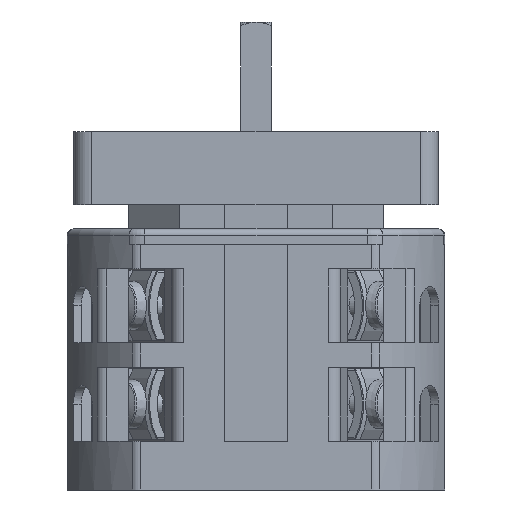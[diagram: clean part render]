
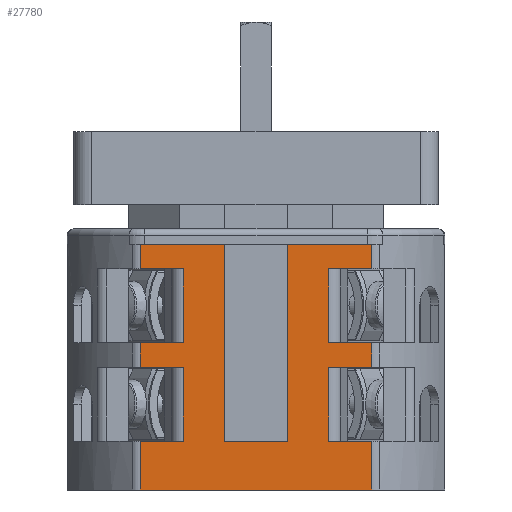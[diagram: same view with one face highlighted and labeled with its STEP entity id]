
A CAD part, left-side view. The second image highlights one B-rep face of the part: STEP entity #27780.
In plain terms, the highlighted planar face has unit normal (-1, 0, 0).
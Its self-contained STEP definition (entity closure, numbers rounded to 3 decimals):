
#2303=DIRECTION('',(0.,-1.,0.));
#2304=VECTOR('',#2303,7.005);
#2305=CARTESIAN_POINT('',(-26.497,18.997,-34.4));
#2306=LINE('',#2305,#2304);
#2570=DIRECTION('',(0.,-1.,0.));
#2571=VECTOR('',#2570,7.005);
#2572=CARTESIAN_POINT('',(-26.497,18.997,-22.25));
#2573=LINE('',#2572,#2571);
#2594=DIRECTION('',(0.,1.,0.));
#2595=VECTOR('',#2594,7.005);
#2596=CARTESIAN_POINT('',(-26.497,11.992,-18.2));
#2597=LINE('',#2596,#2595);
#2869=DIRECTION('',(0.,-1.,0.));
#2870=VECTOR('',#2869,7.005);
#2871=CARTESIAN_POINT('',(-26.497,18.997,-6.05));
#2872=LINE('',#2871,#2870);
#2893=DIRECTION('',(0.,1.,0.));
#2894=VECTOR('',#2893,0.546);
#2895=CARTESIAN_POINT('',(-26.497,18.451,-2.));
#2896=LINE('',#2895,#2894);
#2949=DIRECTION('',(0.,1.,0.));
#2950=VECTOR('',#2949,0.546);
#2951=CARTESIAN_POINT('',(-26.497,-18.997,-2.));
#2952=LINE('',#2951,#2950);
#3147=DIRECTION('',(0.,-1.,0.));
#3148=VECTOR('',#3147,37.995);
#3149=CARTESIAN_POINT('',(-26.497,18.997,-42.4));
#3150=LINE('',#3149,#3148);
#3316=DIRECTION('',(0.,0.,1.));
#3317=VECTOR('',#3316,12.15);
#3318=CARTESIAN_POINT('',(-26.497,-11.992,-34.4));
#3319=LINE('',#3318,#3317);
#3320=DIRECTION('',(0.,0.,-1.));
#3321=VECTOR('',#3320,8.);
#3322=CARTESIAN_POINT('',(-26.497,-18.997,-34.4));
#3323=LINE('',#3322,#3321);
#3324=DIRECTION('',(0.,0.,-1.));
#3325=VECTOR('',#3324,8.);
#3326=CARTESIAN_POINT('',(-26.497,18.997,-34.4));
#3327=LINE('',#3326,#3325);
#3328=DIRECTION('',(0.,0.,-1.));
#3329=VECTOR('',#3328,12.15);
#3330=CARTESIAN_POINT('',(-26.497,11.992,-22.25));
#3331=LINE('',#3330,#3329);
#3332=DIRECTION('',(0.,0.,1.));
#3333=VECTOR('',#3332,4.05);
#3334=CARTESIAN_POINT('',(-26.497,18.997,-22.25));
#3335=LINE('',#3334,#3333);
#3336=DIRECTION('',(0.,0.,-1.));
#3337=VECTOR('',#3336,12.15);
#3338=CARTESIAN_POINT('',(-26.497,11.992,-6.05));
#3339=LINE('',#3338,#3337);
#3340=DIRECTION('',(0.,0.,1.));
#3341=VECTOR('',#3340,4.05);
#3342=CARTESIAN_POINT('',(-26.497,18.997,-6.05));
#3343=LINE('',#3342,#3341);
#3344=DIRECTION('',(0.,0.,1.));
#3345=VECTOR('',#3344,4.05);
#3346=CARTESIAN_POINT('',(-26.497,-18.997,-6.05));
#3347=LINE('',#3346,#3345);
#3348=DIRECTION('',(0.,0.,1.));
#3349=VECTOR('',#3348,12.15);
#3350=CARTESIAN_POINT('',(-26.497,-11.992,-18.2));
#3351=LINE('',#3350,#3349);
#3352=DIRECTION('',(0.,0.,1.));
#3353=VECTOR('',#3352,4.05);
#3354=CARTESIAN_POINT('',(-26.497,-18.997,-22.25));
#3355=LINE('',#3354,#3353);
#3381=DIRECTION('',(0.,-1.,0.));
#3382=VECTOR('',#3381,7.005);
#3383=CARTESIAN_POINT('',(-26.497,-11.992,-34.4));
#3384=LINE('',#3383,#3382);
#3511=DIRECTION('',(0.,-1.,0.));
#3512=VECTOR('',#3511,7.005);
#3513=CARTESIAN_POINT('',(-26.497,-11.992,-22.25));
#3514=LINE('',#3513,#3512);
#3762=DIRECTION('',(0.,1.,0.));
#3763=VECTOR('',#3762,7.005);
#3764=CARTESIAN_POINT('',(-26.497,-18.997,-18.2));
#3765=LINE('',#3764,#3763);
#3902=DIRECTION('',(0.,-1.,0.));
#3903=VECTOR('',#3902,7.005);
#3904=CARTESIAN_POINT('',(-26.497,-11.992,-6.05));
#3905=LINE('',#3904,#3903);
#8440=DIRECTION('',(0.,1.,0.));
#8441=VECTOR('',#8440,13.201);
#8442=CARTESIAN_POINT('',(-26.497,-18.451,-2.));
#8443=LINE('',#8442,#8441);
#8456=DIRECTION('',(0.,1.,0.));
#8457=VECTOR('',#8456,13.201);
#8458=CARTESIAN_POINT('',(-26.497,5.25,-2.));
#8459=LINE('',#8458,#8457);
#8482=DIRECTION('',(0.,0.,-1.));
#8483=VECTOR('',#8482,32.4);
#8484=CARTESIAN_POINT('',(-26.497,-5.25,-2.));
#8485=LINE('',#8484,#8483);
#8486=DIRECTION('',(0.,-1.,0.));
#8487=VECTOR('',#8486,10.5);
#8488=CARTESIAN_POINT('',(-26.497,5.25,-34.4));
#8489=LINE('',#8488,#8487);
#8498=DIRECTION('',(0.,0.,1.));
#8499=VECTOR('',#8498,32.4);
#8500=CARTESIAN_POINT('',(-26.497,5.25,-34.4));
#8501=LINE('',#8500,#8499);
#21886=CARTESIAN_POINT('',(-26.497,-18.997,-2.));
#21888=VERTEX_POINT('',#21886);
#21892=CARTESIAN_POINT('',(-26.497,-18.997,-6.05));
#21893=VERTEX_POINT('',#21892);
#21895=CARTESIAN_POINT('',(-26.497,18.997,-2.));
#21897=VERTEX_POINT('',#21895);
#21898=CARTESIAN_POINT('',(-26.497,18.997,-6.05));
#21899=VERTEX_POINT('',#21898);
#21930=CARTESIAN_POINT('',(-26.497,-11.992,-6.05));
#21931=VERTEX_POINT('',#21930);
#21932=CARTESIAN_POINT('',(-26.497,11.992,-6.05));
#21933=VERTEX_POINT('',#21932);
#22030=CARTESIAN_POINT('',(-26.497,-18.451,-2.));
#22031=CARTESIAN_POINT('',(-26.497,-5.25,-2.));
#22032=VERTEX_POINT('',#22030);
#22033=VERTEX_POINT('',#22031);
#22034=CARTESIAN_POINT('',(-26.497,5.25,-2.));
#22035=CARTESIAN_POINT('',(-26.497,18.451,-2.));
#22036=VERTEX_POINT('',#22034);
#22037=VERTEX_POINT('',#22035);
#22818=CARTESIAN_POINT('',(-26.497,-18.997,-18.2));
#22820=VERTEX_POINT('',#22818);
#22824=CARTESIAN_POINT('',(-26.497,-18.997,-22.25));
#22825=VERTEX_POINT('',#22824);
#22827=CARTESIAN_POINT('',(-26.497,18.997,-18.2));
#22829=VERTEX_POINT('',#22827);
#22830=CARTESIAN_POINT('',(-26.497,18.997,-22.25));
#22831=VERTEX_POINT('',#22830);
#22862=CARTESIAN_POINT('',(-26.497,-11.992,-22.25));
#22863=VERTEX_POINT('',#22862);
#22864=CARTESIAN_POINT('',(-26.497,11.992,-22.25));
#22865=VERTEX_POINT('',#22864);
#23082=CARTESIAN_POINT('',(-26.497,-11.992,-18.2));
#23083=VERTEX_POINT('',#23082);
#23084=CARTESIAN_POINT('',(-26.497,11.992,-18.2));
#23085=VERTEX_POINT('',#23084);
#24014=CARTESIAN_POINT('',(-26.497,18.997,-42.4));
#24016=VERTEX_POINT('',#24014);
#24020=CARTESIAN_POINT('',(-26.497,18.997,-34.4));
#24021=VERTEX_POINT('',#24020);
#24023=CARTESIAN_POINT('',(-26.497,-18.997,-42.4));
#24025=VERTEX_POINT('',#24023);
#24026=CARTESIAN_POINT('',(-26.497,-18.997,-34.4));
#24027=VERTEX_POINT('',#24026);
#24230=CARTESIAN_POINT('',(-26.497,-5.25,-34.4));
#24231=VERTEX_POINT('',#24230);
#24232=CARTESIAN_POINT('',(-26.497,5.25,-34.4));
#24233=VERTEX_POINT('',#24232);
#24374=CARTESIAN_POINT('',(-26.497,-11.992,-34.4));
#24375=VERTEX_POINT('',#24374);
#24376=CARTESIAN_POINT('',(-26.497,11.992,-34.4));
#24377=VERTEX_POINT('',#24376);
#27731=CARTESIAN_POINT('',(-26.497,-19.67,-2.));
#27732=DIRECTION('',(-1.,0.,0.));
#27733=DIRECTION('',(0.,1.,0.));
#27734=AXIS2_PLACEMENT_3D('',#27731,#27732,#27733);
#27735=PLANE('',#27734);
#27737=ORIENTED_EDGE('',*,*,#27736,.F.);
#27739=ORIENTED_EDGE('',*,*,#27738,.T.);
#27741=ORIENTED_EDGE('',*,*,#27740,.T.);
#27742=ORIENTED_EDGE('',*,*,#27540,.F.);
#27743=ORIENTED_EDGE('',*,*,#27726,.F.);
#27744=ORIENTED_EDGE('',*,*,#26806,.T.);
#27746=ORIENTED_EDGE('',*,*,#27745,.F.);
#27747=ORIENTED_EDGE('',*,*,#27064,.F.);
#27748=ORIENTED_EDGE('',*,*,#27085,.T.);
#27749=ORIENTED_EDGE('',*,*,#27105,.F.);
#27751=ORIENTED_EDGE('',*,*,#27750,.F.);
#27752=ORIENTED_EDGE('',*,*,#27377,.F.);
#27753=ORIENTED_EDGE('',*,*,#27398,.T.);
#27754=ORIENTED_EDGE('',*,*,#27412,.F.);
#27756=ORIENTED_EDGE('',*,*,#27755,.F.);
#27758=ORIENTED_EDGE('',*,*,#27757,.F.);
#27760=ORIENTED_EDGE('',*,*,#27759,.T.);
#27762=ORIENTED_EDGE('',*,*,#27761,.F.);
#27764=ORIENTED_EDGE('',*,*,#27763,.F.);
#27765=ORIENTED_EDGE('',*,*,#27474,.F.);
#27767=ORIENTED_EDGE('',*,*,#27766,.F.);
#27769=ORIENTED_EDGE('',*,*,#27768,.F.);
#27771=ORIENTED_EDGE('',*,*,#27770,.F.);
#27773=ORIENTED_EDGE('',*,*,#27772,.F.);
#27775=ORIENTED_EDGE('',*,*,#27774,.F.);
#27777=ORIENTED_EDGE('',*,*,#27776,.F.);
#27778=EDGE_LOOP('',(#27737,#27739,#27741,#27742,#27743,#27744,#27746,#27747,
#27748,#27749,#27751,#27752,#27753,#27754,#27756,#27758,#27760,#27762,#27764,
#27765,#27767,#27769,#27771,#27773,#27775,#27777));
#27779=FACE_OUTER_BOUND('',#27778,.F.);
#26806=EDGE_CURVE('',#24021,#24377,#2306,.T.);
#27064=EDGE_CURVE('',#22831,#22865,#2573,.T.);
#27085=EDGE_CURVE('',#22831,#22829,#3335,.T.);
#27105=EDGE_CURVE('',#23085,#22829,#2597,.T.);
#27377=EDGE_CURVE('',#21899,#21933,#2872,.T.);
#27398=EDGE_CURVE('',#21899,#21897,#3343,.T.);
#27412=EDGE_CURVE('',#22037,#21897,#2896,.T.);
#27474=EDGE_CURVE('',#21888,#22032,#2952,.T.);
#27540=EDGE_CURVE('',#24016,#24025,#3150,.T.);
#27726=EDGE_CURVE('',#24021,#24016,#3327,.T.);
#27736=EDGE_CURVE('',#24375,#22863,#3319,.T.);
#27738=EDGE_CURVE('',#24375,#24027,#3384,.T.);
#27740=EDGE_CURVE('',#24027,#24025,#3323,.T.);
#27745=EDGE_CURVE('',#22865,#24377,#3331,.T.);
#27750=EDGE_CURVE('',#21933,#23085,#3339,.T.);
#27755=EDGE_CURVE('',#22036,#22037,#8459,.T.);
#27757=EDGE_CURVE('',#24233,#22036,#8501,.T.);
#27759=EDGE_CURVE('',#24233,#24231,#8489,.T.);
#27761=EDGE_CURVE('',#22033,#24231,#8485,.T.);
#27763=EDGE_CURVE('',#22032,#22033,#8443,.T.);
#27766=EDGE_CURVE('',#21893,#21888,#3347,.T.);
#27768=EDGE_CURVE('',#21931,#21893,#3905,.T.);
#27770=EDGE_CURVE('',#23083,#21931,#3351,.T.);
#27772=EDGE_CURVE('',#22820,#23083,#3765,.T.);
#27774=EDGE_CURVE('',#22825,#22820,#3355,.T.);
#27776=EDGE_CURVE('',#22863,#22825,#3514,.T.);
#27780=ADVANCED_FACE('',(#27779),#27735,.T.);
